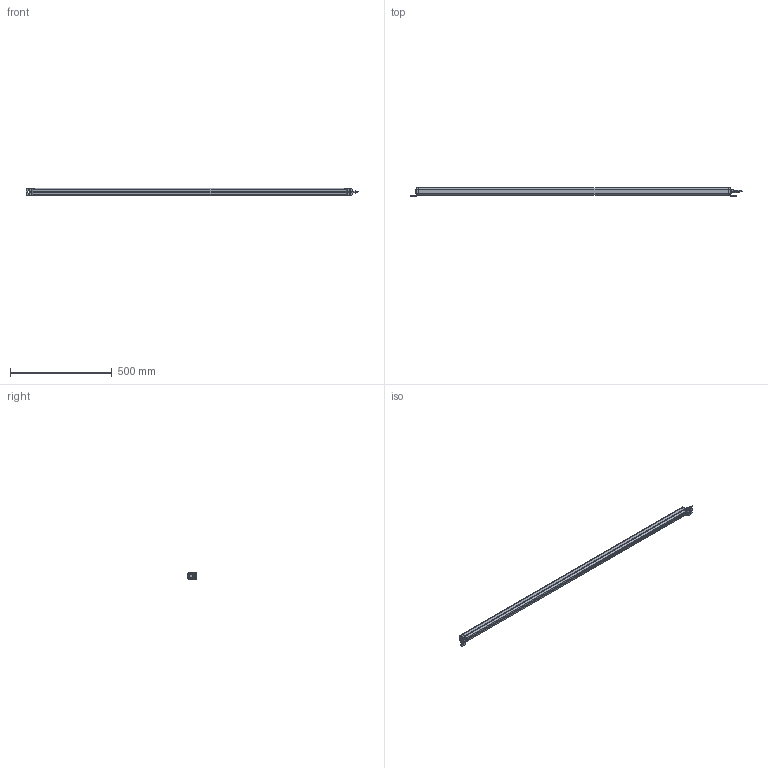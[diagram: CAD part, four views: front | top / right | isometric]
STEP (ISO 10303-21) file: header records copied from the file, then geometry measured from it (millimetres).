
FILE_DESCRIPTION (( 'STEP AP203' ), '1' );
FILE_NAME ('BAL10-T15003V.STEP', '2022-04-06T06:02:32', ( 'tony' ), ( '' ), 'SwSTEP 2.0', 'SolidWorks 2018', '' );
FILE_SCHEMA (( 'CONFIG_CONTROL_DESIGN' ));
Length unit declared in the file: millimetre
Products named in the file (1): BAL10-T15003V
Bounding box: 1631.6 x 42.5 x 36 mm (x, y, z)
Volume: 1498981.7 mm3; surface area: 314002.2 mm2
Topology: 12 solids, 12 shells, 693 faces, 1756 edges, 1143 vertices
Faces by surface type: plane 346, cylinder 293, cone 31, bspline 23
Entity records: 24090 total; most frequent: CARTESIAN_POINT 6961, DIRECTION 3593, ORIENTED_EDGE 3466, EDGE_CURVE 1733, AXIS2_PLACEMENT_3D 1273, VERTEX_POINT 1143, VECTOR 1047, LINE 1047
